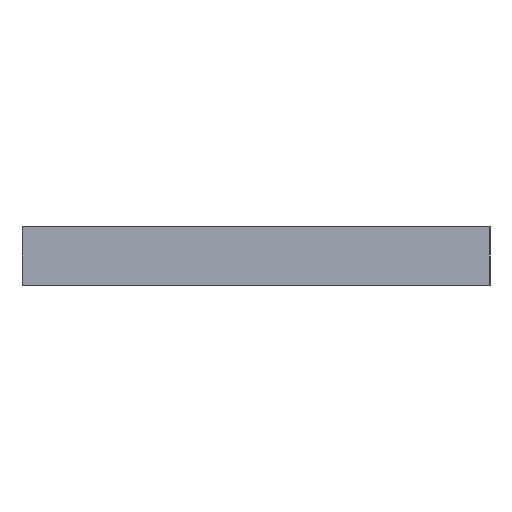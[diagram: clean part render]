
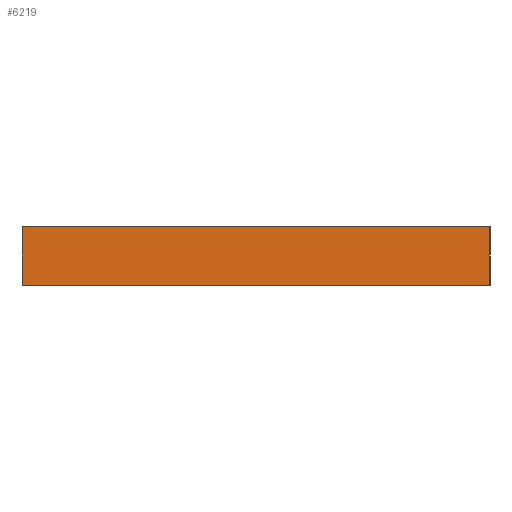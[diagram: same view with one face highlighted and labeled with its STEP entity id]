
A CAD part, left-side view. The second image highlights one B-rep face of the part: STEP entity #6219.
In plain terms, the highlighted planar face has unit normal (-1, 0, 0).
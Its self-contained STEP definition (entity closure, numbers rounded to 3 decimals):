
#32 = PLANE('',#33);
#33 = AXIS2_PLACEMENT_3D('',#34,#35,#36);
#34 = CARTESIAN_POINT('',(868.,-470.,-853.));
#35 = DIRECTION('',(0.,0.,1.));
#36 = DIRECTION('',(-1.,0.,0.));
#397 = VERTEX_POINT('',#398);
#398 = CARTESIAN_POINT('',(123.,-410.,-853.));
#412 = PLANE('',#413);
#413 = AXIS2_PLACEMENT_3D('',#414,#415,#416);
#414 = CARTESIAN_POINT('',(1613.,-410.,-853.));
#415 = DIRECTION('',(0.,1.,0.));
#416 = DIRECTION('',(-1.,0.,0.));
#424 = EDGE_CURVE('',#397,#425,#427,.T.);
#425 = VERTEX_POINT('',#426);
#426 = CARTESIAN_POINT('',(123.,-530.,-853.));
#427 = SURFACE_CURVE('',#428,(#432,#439),.PCURVE_S1.);
#428 = LINE('',#429,#430);
#429 = CARTESIAN_POINT('',(123.,-410.,-853.));
#430 = VECTOR('',#431,1.);
#431 = DIRECTION('',(0.,-1.,0.));
#432 = PCURVE('',#32,#433);
#433 = DEFINITIONAL_REPRESENTATION('',(#434),#438);
#434 = LINE('',#435,#436);
#435 = CARTESIAN_POINT('',(745.,-60.));
#436 = VECTOR('',#437,1.);
#437 = DIRECTION('',(0.,1.));
#438 = ( GEOMETRIC_REPRESENTATION_CONTEXT(2) 
PARAMETRIC_REPRESENTATION_CONTEXT() REPRESENTATION_CONTEXT('2D SPACE',''
  ) );
#439 = PCURVE('',#440,#445);
#440 = PLANE('',#441);
#441 = AXIS2_PLACEMENT_3D('',#442,#443,#444);
#442 = CARTESIAN_POINT('',(123.,-410.,-853.));
#443 = DIRECTION('',(-1.,0.,0.));
#444 = DIRECTION('',(0.,-1.,0.));
#445 = DEFINITIONAL_REPRESENTATION('',(#446),#450);
#446 = LINE('',#447,#448);
#447 = CARTESIAN_POINT('',(0.,0.));
#448 = VECTOR('',#449,1.);
#449 = DIRECTION('',(1.,0.));
#450 = ( GEOMETRIC_REPRESENTATION_CONTEXT(2) 
PARAMETRIC_REPRESENTATION_CONTEXT() REPRESENTATION_CONTEXT('2D SPACE',''
  ) );
#466 = PLANE('',#467);
#467 = AXIS2_PLACEMENT_3D('',#468,#469,#470);
#468 = CARTESIAN_POINT('',(123.,-530.,-853.));
#469 = DIRECTION('',(0.,-1.,0.));
#470 = DIRECTION('',(1.,0.,0.));
#1786 = PLANE('',#1787);
#1787 = AXIS2_PLACEMENT_3D('',#1788,#1789,#1790);
#1788 = CARTESIAN_POINT('',(868.,-470.,-838.));
#1789 = DIRECTION('',(0.,0.,1.));
#1790 = DIRECTION('',(-1.,0.,0.));
#1925 = VERTEX_POINT('',#1926);
#1926 = CARTESIAN_POINT('',(123.,-530.,-838.));
#1947 = EDGE_CURVE('',#1948,#1925,#1950,.T.);
#1948 = VERTEX_POINT('',#1949);
#1949 = CARTESIAN_POINT('',(123.,-410.,-838.));
#1950 = SURFACE_CURVE('',#1951,(#1955,#1962),.PCURVE_S1.);
#1951 = LINE('',#1952,#1953);
#1952 = CARTESIAN_POINT('',(123.,-410.,-838.));
#1953 = VECTOR('',#1954,1.);
#1954 = DIRECTION('',(0.,-1.,0.));
#1955 = PCURVE('',#1786,#1956);
#1956 = DEFINITIONAL_REPRESENTATION('',(#1957),#1961);
#1957 = LINE('',#1958,#1959);
#1958 = CARTESIAN_POINT('',(745.,-60.));
#1959 = VECTOR('',#1960,1.);
#1960 = DIRECTION('',(0.,1.));
#1961 = ( GEOMETRIC_REPRESENTATION_CONTEXT(2) 
PARAMETRIC_REPRESENTATION_CONTEXT() REPRESENTATION_CONTEXT('2D SPACE',''
  ) );
#1962 = PCURVE('',#440,#1963);
#1963 = DEFINITIONAL_REPRESENTATION('',(#1964),#1968);
#1964 = LINE('',#1965,#1966);
#1965 = CARTESIAN_POINT('',(0.,15.));
#1966 = VECTOR('',#1967,1.);
#1967 = DIRECTION('',(1.,0.));
#1968 = ( GEOMETRIC_REPRESENTATION_CONTEXT(2) 
PARAMETRIC_REPRESENTATION_CONTEXT() REPRESENTATION_CONTEXT('2D SPACE',''
  ) );
#6103 = EDGE_CURVE('',#425,#1925,#6104,.T.);
#6104 = SURFACE_CURVE('',#6105,(#6109,#6116),.PCURVE_S1.);
#6105 = LINE('',#6106,#6107);
#6106 = CARTESIAN_POINT('',(123.,-530.,-853.));
#6107 = VECTOR('',#6108,1.);
#6108 = DIRECTION('',(0.,0.,1.));
#6109 = PCURVE('',#466,#6110);
#6110 = DEFINITIONAL_REPRESENTATION('',(#6111),#6115);
#6111 = LINE('',#6112,#6113);
#6112 = CARTESIAN_POINT('',(0.,0.));
#6113 = VECTOR('',#6114,1.);
#6114 = DIRECTION('',(0.,1.));
#6115 = ( GEOMETRIC_REPRESENTATION_CONTEXT(2) 
PARAMETRIC_REPRESENTATION_CONTEXT() REPRESENTATION_CONTEXT('2D SPACE',''
  ) );
#6116 = PCURVE('',#440,#6117);
#6117 = DEFINITIONAL_REPRESENTATION('',(#6118),#6122);
#6118 = LINE('',#6119,#6120);
#6119 = CARTESIAN_POINT('',(120.,0.));
#6120 = VECTOR('',#6121,1.);
#6121 = DIRECTION('',(0.,1.));
#6122 = ( GEOMETRIC_REPRESENTATION_CONTEXT(2) 
PARAMETRIC_REPRESENTATION_CONTEXT() REPRESENTATION_CONTEXT('2D SPACE',''
  ) );
#6219 = ADVANCED_FACE('',(#6220),#440,.T.);
#6220 = FACE_BOUND('',#6221,.F.);
#6221 = EDGE_LOOP('',(#6222,#6223,#6244,#6245));
#6222 = ORIENTED_EDGE('',*,*,#424,.F.);
#6223 = ORIENTED_EDGE('',*,*,#6224,.T.);
#6224 = EDGE_CURVE('',#397,#1948,#6225,.T.);
#6225 = SURFACE_CURVE('',#6226,(#6230,#6237),.PCURVE_S1.);
#6226 = LINE('',#6227,#6228);
#6227 = CARTESIAN_POINT('',(123.,-410.,-853.));
#6228 = VECTOR('',#6229,1.);
#6229 = DIRECTION('',(0.,0.,1.));
#6230 = PCURVE('',#440,#6231);
#6231 = DEFINITIONAL_REPRESENTATION('',(#6232),#6236);
#6232 = LINE('',#6233,#6234);
#6233 = CARTESIAN_POINT('',(0.,0.));
#6234 = VECTOR('',#6235,1.);
#6235 = DIRECTION('',(0.,1.));
#6236 = ( GEOMETRIC_REPRESENTATION_CONTEXT(2) 
PARAMETRIC_REPRESENTATION_CONTEXT() REPRESENTATION_CONTEXT('2D SPACE',''
  ) );
#6237 = PCURVE('',#412,#6238);
#6238 = DEFINITIONAL_REPRESENTATION('',(#6239),#6243);
#6239 = LINE('',#6240,#6241);
#6240 = CARTESIAN_POINT('',(1490.,0.));
#6241 = VECTOR('',#6242,1.);
#6242 = DIRECTION('',(0.,1.));
#6243 = ( GEOMETRIC_REPRESENTATION_CONTEXT(2) 
PARAMETRIC_REPRESENTATION_CONTEXT() REPRESENTATION_CONTEXT('2D SPACE',''
  ) );
#6244 = ORIENTED_EDGE('',*,*,#1947,.T.);
#6245 = ORIENTED_EDGE('',*,*,#6103,.F.);
